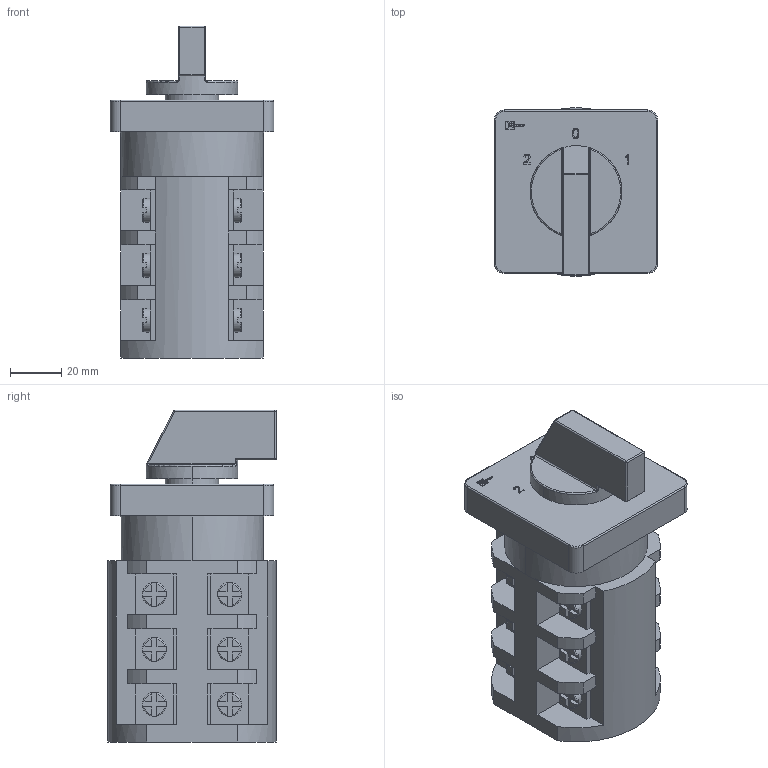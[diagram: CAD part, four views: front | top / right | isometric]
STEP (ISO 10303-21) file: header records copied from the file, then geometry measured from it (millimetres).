
FILE_DESCRIPTION (( 'STEP AP203' ), '1' );
FILE_NAME ('ﾏﾊ-1-43 63ﾀ 3ﾐ (pk-1-43-63).STEP', '2018-09-04T06:48:56', ( '' ), ( '' ), 'SwSTEP 2.0', 'SolidWorks 2017', '' );
FILE_SCHEMA (( 'CONFIG_CONTROL_DESIGN' ));
Length unit declared in the file: millimetre
Products named in the file (1): ﾏﾊ-1-43 63ﾀ 3ﾐ (pk-1-43-63)
Bounding box: 64 x 66 x 130 mm (x, y, z)
Volume: 293839.6 mm3; surface area: 43648.4 mm2
Topology: 1 solids, 1 shells, 542 faces, 1489 edges, 977 vertices
Faces by surface type: plane 349, cylinder 89, torus 55, bspline 43, sphere 6
Entity records: 19329 total; most frequent: CARTESIAN_POINT 5687, ORIENTED_EDGE 2970, DIRECTION 2627, EDGE_CURVE 1485, VERTEX_POINT 977, VECTOR 961, LINE 961, AXIS2_PLACEMENT_3D 833
